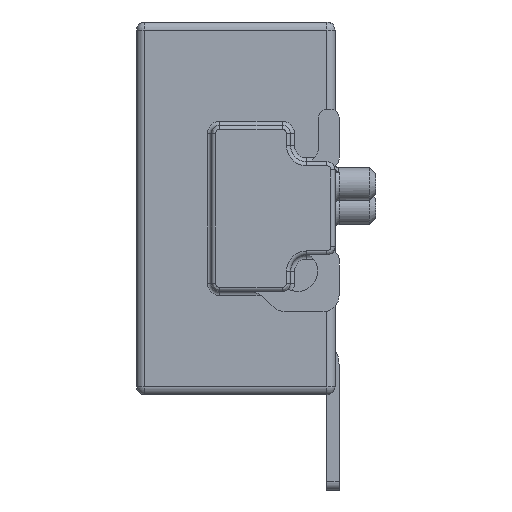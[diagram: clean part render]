
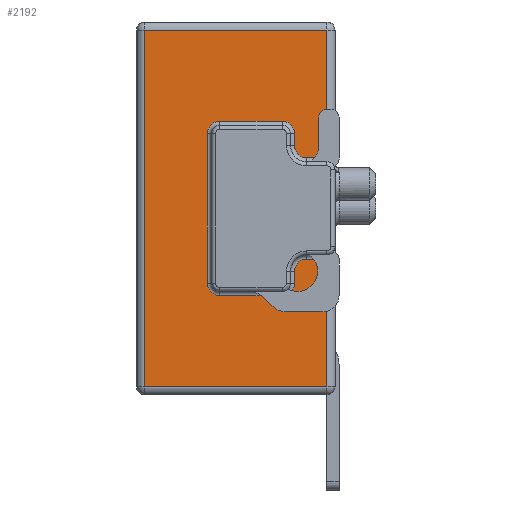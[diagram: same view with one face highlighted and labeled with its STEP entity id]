
A CAD part, left-side view. The second image highlights one B-rep face of the part: STEP entity #2192.
In plain terms, the highlighted planar face has unit normal (-1, 0, 0).
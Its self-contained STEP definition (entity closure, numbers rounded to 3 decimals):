
#1547=FACE_OUTER_BOUND('',#4904,.T.);
#2192=ADVANCED_FACE('',(#1547),#2801,.T.);
#2801=PLANE('',#11721);
#3254=LINE('',#16648,#4148);
#3255=LINE('',#16651,#4149);
#3256=LINE('',#16653,#4150);
#3257=LINE('',#16657,#4151);
#3258=LINE('',#16661,#4152);
#3259=LINE('',#16665,#4153);
#3260=LINE('',#16669,#4154);
#3261=LINE('',#16673,#4155);
#3262=LINE('',#16677,#4156);
#3263=LINE('',#16679,#4157);
#3264=LINE('',#16681,#4158);
#3265=LINE('',#16683,#4159);
#4148=VECTOR('',#13146,1.);
#4149=VECTOR('',#13147,1.);
#4150=VECTOR('',#13148,1.);
#4151=VECTOR('',#13151,1.);
#4152=VECTOR('',#13154,1.);
#4153=VECTOR('',#13157,1.);
#4154=VECTOR('',#13160,1.);
#4155=VECTOR('',#13163,1.);
#4156=VECTOR('',#13166,1.);
#4157=VECTOR('',#13167,1.);
#4158=VECTOR('',#13168,1.);
#4159=VECTOR('',#13169,1.);
#4904=EDGE_LOOP('',(#5870,#5871,#5872,#5873,#5874,#5875,#5876,#5877,#5878,
#5879,#5880,#5881,#5882,#5883,#5884,#5885,#5886,#5887));
#5870=ORIENTED_EDGE('',*,*,#9875,.T.);
#5871=ORIENTED_EDGE('',*,*,#9876,.T.);
#5872=ORIENTED_EDGE('',*,*,#9877,.T.);
#5873=ORIENTED_EDGE('',*,*,#9878,.T.);
#5874=ORIENTED_EDGE('',*,*,#9879,.T.);
#5875=ORIENTED_EDGE('',*,*,#9880,.T.);
#5876=ORIENTED_EDGE('',*,*,#9881,.T.);
#5877=ORIENTED_EDGE('',*,*,#9882,.T.);
#5878=ORIENTED_EDGE('',*,*,#9883,.T.);
#5879=ORIENTED_EDGE('',*,*,#9884,.T.);
#5880=ORIENTED_EDGE('',*,*,#9885,.T.);
#5881=ORIENTED_EDGE('',*,*,#9886,.T.);
#5882=ORIENTED_EDGE('',*,*,#9887,.T.);
#5883=ORIENTED_EDGE('',*,*,#9888,.T.);
#5884=ORIENTED_EDGE('',*,*,#9889,.T.);
#5885=ORIENTED_EDGE('',*,*,#9890,.T.);
#5886=ORIENTED_EDGE('',*,*,#9891,.T.);
#5887=ORIENTED_EDGE('',*,*,#9892,.T.);
#8904=VERTEX_POINT('',#16649);
#8905=VERTEX_POINT('',#16650);
#8906=VERTEX_POINT('',#16652);
#8907=VERTEX_POINT('',#16654);
#8908=VERTEX_POINT('',#16656);
#8909=VERTEX_POINT('',#16658);
#8910=VERTEX_POINT('',#16660);
#8911=VERTEX_POINT('',#16662);
#8912=VERTEX_POINT('',#16664);
#8913=VERTEX_POINT('',#16666);
#8914=VERTEX_POINT('',#16668);
#8915=VERTEX_POINT('',#16670);
#8916=VERTEX_POINT('',#16672);
#8917=VERTEX_POINT('',#16674);
#8918=VERTEX_POINT('',#16676);
#8919=VERTEX_POINT('',#16678);
#8920=VERTEX_POINT('',#16680);
#8921=VERTEX_POINT('',#16682);
#9875=EDGE_CURVE('',#8904,#8905,#3254,.T.);
#9876=EDGE_CURVE('',#8905,#8906,#3255,.T.);
#9877=EDGE_CURVE('',#8906,#8907,#3256,.T.);
#9878=EDGE_CURVE('',#8907,#8908,#11187,.T.);
#9879=EDGE_CURVE('',#8908,#8909,#3257,.T.);
#9880=EDGE_CURVE('',#8909,#8910,#11188,.T.);
#9881=EDGE_CURVE('',#8910,#8911,#3258,.T.);
#9882=EDGE_CURVE('',#8911,#8912,#11189,.T.);
#9883=EDGE_CURVE('',#8912,#8913,#3259,.T.);
#9884=EDGE_CURVE('',#8913,#8914,#11190,.T.);
#9885=EDGE_CURVE('',#8914,#8915,#3260,.T.);
#9886=EDGE_CURVE('',#8915,#8916,#11191,.T.);
#9887=EDGE_CURVE('',#8916,#8917,#3261,.T.);
#9888=EDGE_CURVE('',#8917,#8918,#11192,.T.);
#9889=EDGE_CURVE('',#8918,#8919,#3262,.T.);
#9890=EDGE_CURVE('',#8919,#8920,#3263,.T.);
#9891=EDGE_CURVE('',#8920,#8921,#3264,.T.);
#9892=EDGE_CURVE('',#8921,#8904,#3265,.T.);
#11187=CIRCLE('',#11715,0.3);
#11188=CIRCLE('',#11716,0.3);
#11189=CIRCLE('',#11717,0.3);
#11190=CIRCLE('',#11718,0.3);
#11191=CIRCLE('',#11719,0.3);
#11192=CIRCLE('',#11720,0.3);
#11715=AXIS2_PLACEMENT_3D('',#16655,#13149,#13150);
#11716=AXIS2_PLACEMENT_3D('',#16659,#13152,#13153);
#11717=AXIS2_PLACEMENT_3D('',#16663,#13155,#13156);
#11718=AXIS2_PLACEMENT_3D('',#16667,#13158,#13159);
#11719=AXIS2_PLACEMENT_3D('',#16671,#13161,#13162);
#11720=AXIS2_PLACEMENT_3D('',#16675,#13164,#13165);
#11721=AXIS2_PLACEMENT_3D('',#16684,#13170,#13171);
#13146=DIRECTION('',(0.,-1.,0.));
#13147=DIRECTION('',(0.,0.,1.));
#13148=DIRECTION('',(0.,1.,0.));
#13149=DIRECTION('',(-1.,0.,0.));
#13150=DIRECTION('',(0.,0.,1.));
#13151=DIRECTION('',(0.,0.,-1.));
#13152=DIRECTION('',(1.,0.,0.));
#13153=DIRECTION('',(0.,0.,1.));
#13154=DIRECTION('',(0.,1.,0.));
#13155=DIRECTION('',(1.,0.,0.));
#13156=DIRECTION('',(0.,0.,1.));
#13157=DIRECTION('',(0.,0.,1.));
#13158=DIRECTION('',(1.,0.,0.));
#13159=DIRECTION('',(0.,0.,1.));
#13160=DIRECTION('',(0.,-1.,0.));
#13161=DIRECTION('',(1.,0.,0.));
#13162=DIRECTION('',(0.,0.,1.));
#13163=DIRECTION('',(0.,0.,-1.));
#13164=DIRECTION('',(-1.,0.,0.));
#13165=DIRECTION('',(0.,0.,1.));
#13166=DIRECTION('',(0.,-1.,0.));
#13167=DIRECTION('',(0.,0.,1.));
#13168=DIRECTION('',(0.,1.,0.));
#13169=DIRECTION('',(0.,0.,-1.));
#13170=DIRECTION('',(-1.,0.,0.));
#13171=DIRECTION('',(0.,0.,1.));
#16648=CARTESIAN_POINT('',(-1.49,-2.25,-9.));
#16649=CARTESIAN_POINT('',(-1.49,2.25,-9.));
#16650=CARTESIAN_POINT('',(-1.49,-2.25,-9.));
#16651=CARTESIAN_POINT('',(-1.49,-2.25,-5.85));
#16652=CARTESIAN_POINT('',(-1.49,-2.25,-5.85));
#16653=CARTESIAN_POINT('',(-1.49,-2.25,-5.85));
#16654=CARTESIAN_POINT('',(-1.49,-1.75,-5.85));
#16655=CARTESIAN_POINT('',(-1.49,-1.75,-6.15));
#16656=CARTESIAN_POINT('',(-1.49,-1.45,-6.15));
#16657=CARTESIAN_POINT('',(-1.49,-1.45,-0.2));
#16658=CARTESIAN_POINT('',(-1.49,-1.45,-6.45));
#16659=CARTESIAN_POINT('',(-1.49,-1.15,-6.45));
#16660=CARTESIAN_POINT('',(-1.49,-1.15,-6.75));
#16661=CARTESIAN_POINT('',(-1.49,-2.25,-6.75));
#16662=CARTESIAN_POINT('',(-1.49,0.4,-6.75));
#16663=CARTESIAN_POINT('',(-1.49,0.4,-6.45));
#16664=CARTESIAN_POINT('',(-1.49,0.7,-6.45));
#16665=CARTESIAN_POINT('',(-1.49,0.7,-0.2));
#16666=CARTESIAN_POINT('',(-1.49,0.7,-2.75));
#16667=CARTESIAN_POINT('',(-1.49,0.4,-2.75));
#16668=CARTESIAN_POINT('',(-1.49,0.4,-2.45));
#16669=CARTESIAN_POINT('',(-1.49,-2.25,-2.45));
#16670=CARTESIAN_POINT('',(-1.49,-1.15,-2.45));
#16671=CARTESIAN_POINT('',(-1.49,-1.15,-2.75));
#16672=CARTESIAN_POINT('',(-1.49,-1.45,-2.75));
#16673=CARTESIAN_POINT('',(-1.49,-1.45,-0.2));
#16674=CARTESIAN_POINT('',(-1.49,-1.45,-3.05));
#16675=CARTESIAN_POINT('',(-1.49,-1.75,-3.05));
#16676=CARTESIAN_POINT('',(-1.49,-1.75,-3.35));
#16677=CARTESIAN_POINT('',(-1.49,-2.25,-3.35));
#16678=CARTESIAN_POINT('',(-1.49,-2.25,-3.35));
#16679=CARTESIAN_POINT('',(-1.49,-2.25,-0.2));
#16680=CARTESIAN_POINT('',(-1.49,-2.25,-0.2));
#16681=CARTESIAN_POINT('',(-1.49,2.25,-0.2));
#16682=CARTESIAN_POINT('',(-1.49,2.25,-0.2));
#16683=CARTESIAN_POINT('',(-1.49,2.25,-9.));
#16684=CARTESIAN_POINT('',(-1.49,-2.25,-0.2));
